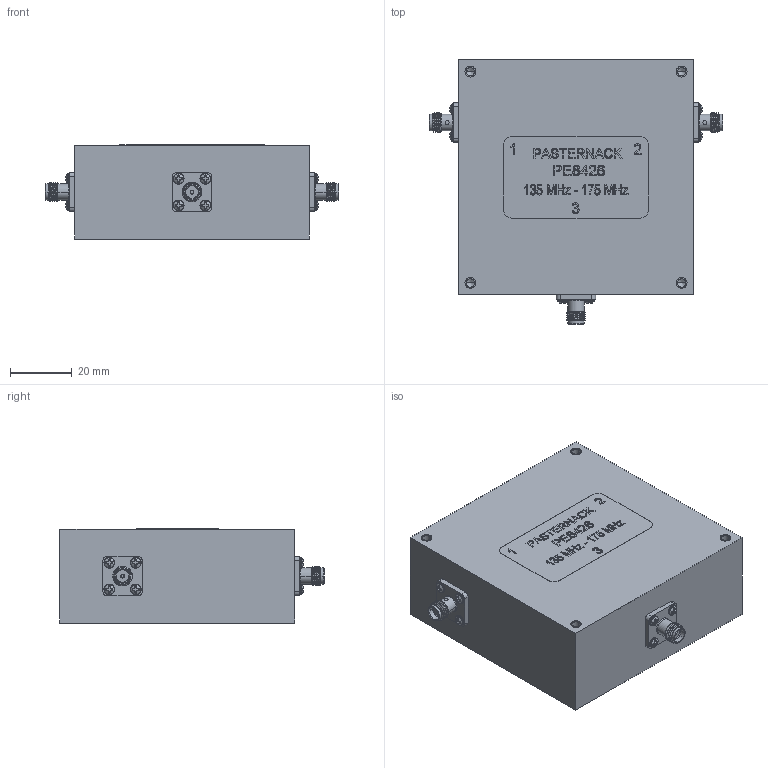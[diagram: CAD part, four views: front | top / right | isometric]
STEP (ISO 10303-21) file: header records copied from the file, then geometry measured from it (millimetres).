
FILE_DESCRIPTION (( 'STEP AP203' ), '1' );
FILE_NAME ('PE8426.step', '2018-11-21T00:47:23', ( '' ), ( '' ), 'SwSTEP 2.0', 'SolidWorks 2017', '' );
FILE_SCHEMA (( 'CONFIG_CONTROL_DESIGN' ));
Length unit declared in the file: inch
Products named in the file (1): PE8426
Bounding box: 95.25 x 85.72 x 30.53 mm (x, y, z)
Volume: 177957.3 mm3; surface area: 23833.3 mm2
Topology: 4 solids, 4 shells, 1208 faces, 3209 edges, 2111 vertices
Faces by surface type: plane 576, cylinder 273, bspline 241, cone 112, torus 6
Entity records: 63678 total; most frequent: CARTESIAN_POINT 36164, ORIENTED_EDGE 6386, DIRECTION 4680, EDGE_CURVE 3193, VERTEX_POINT 2111, LINE 1604, VECTOR 1604, AXIS2_PLACEMENT_3D 1538
